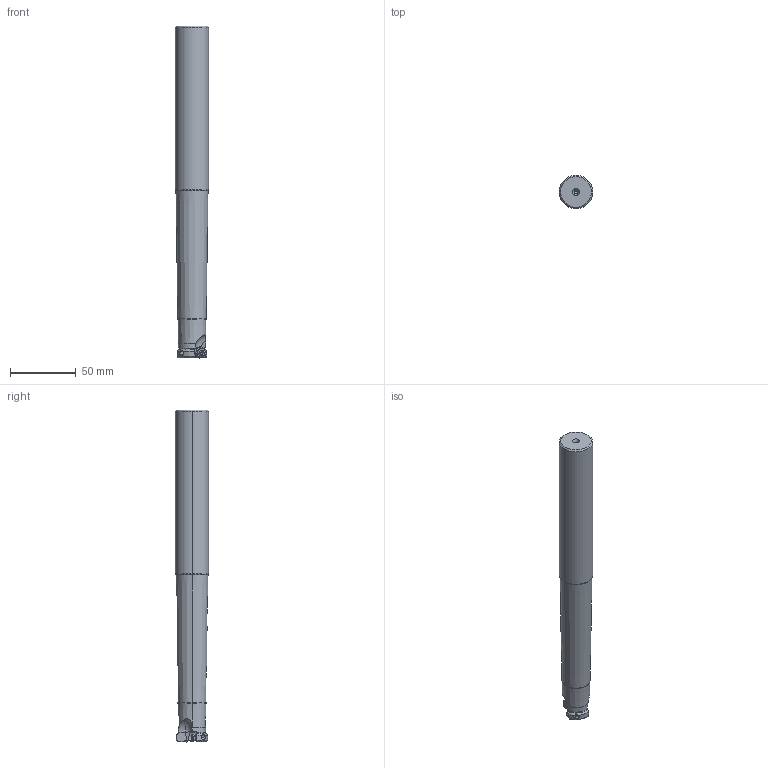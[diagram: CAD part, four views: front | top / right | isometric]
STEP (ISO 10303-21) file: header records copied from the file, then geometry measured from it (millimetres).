
FILE_DESCRIPTION(/* description */ (''),/* implementation_level */ '2;1');
FILE_NAME(/* name */ 'BRP4UNR162ELW16.stp',/* time_stamp */ '2017-10-10T12:57:54+09:00',/* author */ (''),/* organization */ (''),/* preprocessor_version */ 'ST-DEVELOPER v16',/* originating_system */ 'SIEMENS PLM Software NX 10.0',/* authorisation */ '');
FILE_SCHEMA (('AUTOMOTIVE_DESIGN { 1 0 10303 214 3 1 1 1 }'));
Length unit declared in the file: millimetre
Products named in the file (1): BRP4UNR162ELW16_ASM
Bounding box: 25.4 x 25.4 x 252.28 mm (x, y, z)
Volume: 112081 mm3; surface area: 20237.9 mm2
Topology: 3 solids, 3 shells, 168 faces, 486 edges, 321 vertices
Faces by surface type: cylinder 72, plane 34, cone 28, torus 26, bspline 4, sphere 4
Entity records: 6981 total; most frequent: CARTESIAN_POINT 2431, DIRECTION 966, ORIENTED_EDGE 960, EDGE_CURVE 480, AXIS2_PLACEMENT_3D 418, VERTEX_POINT 321, CIRCLE 222, EDGE_LOOP 175
